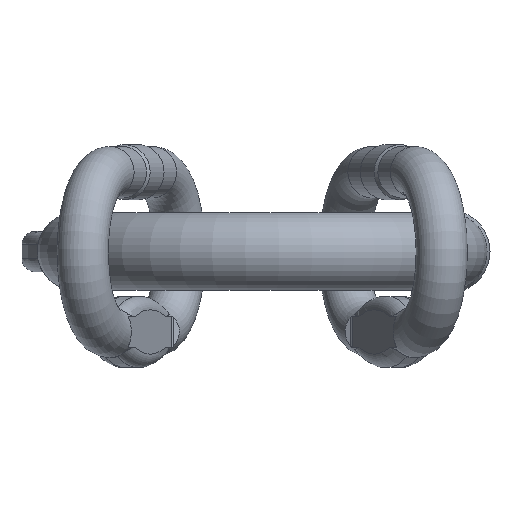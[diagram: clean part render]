
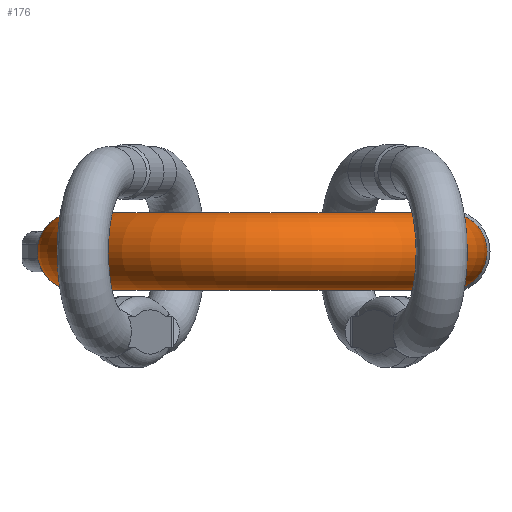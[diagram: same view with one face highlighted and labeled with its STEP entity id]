
A CAD part, front view. The second image highlights one B-rep face of the part: STEP entity #176.
In plain terms, the highlighted toroidal (fillet/blend) face has major radius 120 mm and minor radius 25 mm.
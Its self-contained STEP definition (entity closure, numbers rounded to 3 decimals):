
#154=TOROIDAL_SURFACE('',#1713,120.,25.);
#176=ADVANCED_FACE('',(#412,#413),#154,.T.);
#321=CIRCLE('',#1705,25.);
#322=CIRCLE('',#1707,25.);
#412=FACE_BOUND('',#452,.T.);
#413=FACE_BOUND('',#453,.T.);
#452=EDGE_LOOP('',(#708));
#453=EDGE_LOOP('',(#709));
#708=ORIENTED_EDGE('',*,*,#1375,.T.);
#709=ORIENTED_EDGE('',*,*,#1376,.F.);
#1199=VERTEX_POINT('',#2563);
#1200=VERTEX_POINT('',#2566);
#1375=EDGE_CURVE('',#1199,#1199,#321,.T.);
#1376=EDGE_CURVE('',#1200,#1200,#322,.T.);
#1705=AXIS2_PLACEMENT_3D('',#2562,#1912,#1913);
#1707=AXIS2_PLACEMENT_3D('',#2565,#1916,#1917);
#1713=AXIS2_PLACEMENT_3D('',#2575,#1928,#1929);
#1912=DIRECTION('',(0.,-1.,0.));
#1913=DIRECTION('',(0.,0.,1.));
#1916=DIRECTION('',(0.,1.,0.));
#1917=DIRECTION('',(0.,0.,1.));
#1928=DIRECTION('',(0.,0.,1.));
#1929=DIRECTION('',(1.,0.,0.));
#2562=CARTESIAN_POINT('',(-120.,-80.,0.));
#2563=CARTESIAN_POINT('',(-120.,-80.,25.));
#2565=CARTESIAN_POINT('',(120.,-80.,0.));
#2566=CARTESIAN_POINT('',(120.,-80.,25.));
#2575=CARTESIAN_POINT('',(0.,-80.,0.));
